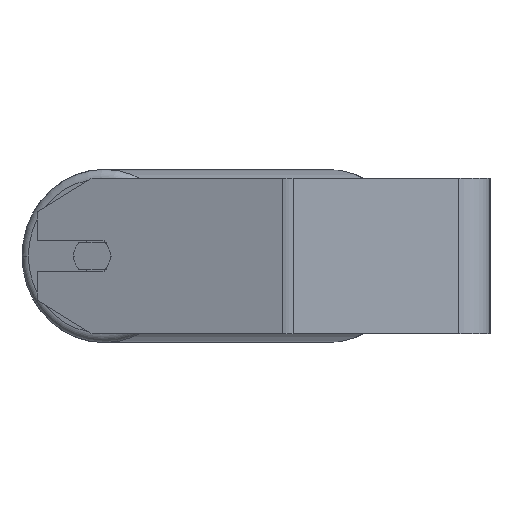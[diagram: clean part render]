
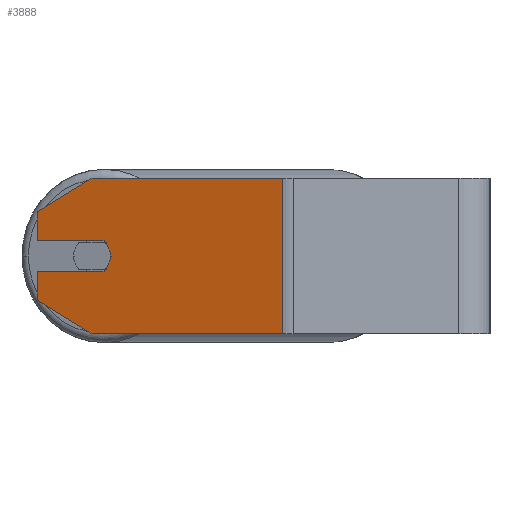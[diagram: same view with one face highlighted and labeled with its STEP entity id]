
A CAD part, left-side view. The second image highlights one B-rep face of the part: STEP entity #3888.
In plain terms, the highlighted planar face has unit normal (-0.94, 0.342, 0).
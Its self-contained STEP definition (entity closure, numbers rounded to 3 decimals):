
#136 = CARTESIAN_POINT ( 'NONE',  ( -348.175, 232.651, -8. ) ) ;
#353 = VERTEX_POINT ( 'NONE', #1300 ) ;
#366 = DIRECTION ( 'NONE',  ( -0.342, -0.94, 0. ) ) ;
#454 = ORIENTED_EDGE ( 'NONE', *, *, #4913, .F. ) ;
#565 = VERTEX_POINT ( 'NONE', #1589 ) ;
#788 = DIRECTION ( 'NONE',  ( -0.342, -0.94, 0. ) ) ;
#977 = DIRECTION ( 'NONE',  ( -0.94, 0.342, 0. ) ) ;
#1130 = CARTESIAN_POINT ( 'NONE',  ( -394.035, 106.652, 40. ) ) ;
#1142 = CARTESIAN_POINT ( 'NONE',  ( -360.488, 198.822, -8. ) ) ;
#1183 = ORIENTED_EDGE ( 'NONE', *, *, #3924, .F. ) ;
#1300 = CARTESIAN_POINT ( 'NONE',  ( -360.488, 198.822, 8. ) ) ;
#1466 = DIRECTION ( 'NONE',  ( 0.342, 0.94, 0. ) ) ;
#1565 = CARTESIAN_POINT ( 'NONE',  ( -358.436, 204.46, -40. ) ) ;
#1578 = CARTESIAN_POINT ( 'NONE',  ( -348.175, 232.651, 8. ) ) ;
#1589 = CARTESIAN_POINT ( 'NONE',  ( -358.436, 204.46, 40. ) ) ;
#1702 = DIRECTION ( 'NONE',  ( 0., 0., -1. ) ) ;
#1814 = FACE_OUTER_BOUND ( 'NONE', #2859, .T. ) ;
#1846 = DIRECTION ( 'NONE',  ( 0.94, -0.342, 0. ) ) ;
#1892 = VECTOR ( 'NONE', #6578, 1000. ) ;
#2118 = VECTOR ( 'NONE', #3734, 1000. ) ;
#2207 = CARTESIAN_POINT ( 'NONE',  ( -348.175, 232.651, -22.679 ) ) ;
#2237 = EDGE_CURVE ( 'NONE', #5364, #6611, #6501, .T. ) ;
#2480 = EDGE_CURVE ( 'NONE', #353, #6094, #5218, .T. ) ;
#2598 = EDGE_CURVE ( 'NONE', #565, #5874, #4894, .T. ) ;
#2760 = LINE ( 'NONE', #4904, #3151 ) ;
#2787 = EDGE_CURVE ( 'NONE', #6767, #3269, #4017, .T. ) ;
#2855 = CARTESIAN_POINT ( 'NONE',  ( -348.175, 232.651, 22.679 ) ) ;
#2859 = EDGE_LOOP ( 'NONE', ( #454, #3578, #2862, #3981, #3308, #4178, #1183, #6465, #5470, #5634, #3402 ) ) ;
#2861 = CARTESIAN_POINT ( 'NONE',  ( -348.175, 232.651, -8. ) ) ;
#2862 = ORIENTED_EDGE ( 'NONE', *, *, #4345, .T. ) ;
#2934 = VECTOR ( 'NONE', #1702, 1000. ) ;
#2972 = EDGE_CURVE ( 'NONE', #6196, #6767, #6416, .T. ) ;
#3151 = VECTOR ( 'NONE', #5881, 1000. ) ;
#3269 = VERTEX_POINT ( 'NONE', #4105 ) ;
#3308 = ORIENTED_EDGE ( 'NONE', *, *, #2787, .T. ) ;
#3402 = ORIENTED_EDGE ( 'NONE', *, *, #4680, .F. ) ;
#3426 = VERTEX_POINT ( 'NONE', #1130 ) ;
#3452 = CARTESIAN_POINT ( 'NONE',  ( -348.175, 232.651, 40. ) ) ;
#3489 = CARTESIAN_POINT ( 'NONE',  ( -348.175, 232.651, -40. ) ) ;
#3578 = ORIENTED_EDGE ( 'NONE', *, *, #2237, .F. ) ;
#3592 = VECTOR ( 'NONE', #4999, 1000. ) ;
#3661 = CARTESIAN_POINT ( 'NONE',  ( -348.175, 232.651, 40. ) ) ;
#3734 = DIRECTION ( 'NONE',  ( -0.296, -0.814, -0.5 ) ) ;
#3888 = ADVANCED_FACE ( 'NONE', ( #1814 ), #3985, .F. ) ;
#3924 = EDGE_CURVE ( 'NONE', #565, #3426, #5889, .T. ) ;
#3981 = ORIENTED_EDGE ( 'NONE', *, *, #2972, .T. ) ;
#3985 = PLANE ( 'NONE',  #6881 ) ;
#4017 = LINE ( 'NONE', #3489, #6077 ) ;
#4043 = VECTOR ( 'NONE', #6917, 1000. ) ;
#4047 = CARTESIAN_POINT ( 'NONE',  ( -358.436, 204.46, -40. ) ) ;
#4081 = EDGE_CURVE ( 'NONE', #5874, #6094, #4961, .T. ) ;
#4105 = CARTESIAN_POINT ( 'NONE',  ( -394.035, 106.652, -40. ) ) ;
#4178 = ORIENTED_EDGE ( 'NONE', *, *, #4423, .F. ) ;
#4345 = EDGE_CURVE ( 'NONE', #5364, #6196, #2760, .T. ) ;
#4414 = DIRECTION ( 'NONE',  ( -0.342, -0.94, 0. ) ) ;
#4423 = EDGE_CURVE ( 'NONE', #3426, #3269, #5045, .T. ) ;
#4436 = CARTESIAN_POINT ( 'NONE',  ( -348.175, 232.651, 40. ) ) ;
#4484 = CARTESIAN_POINT ( 'NONE',  ( -348.175, 232.651, 22.679 ) ) ;
#4680 = EDGE_CURVE ( 'NONE', #6299, #353, #4843, .T. ) ;
#4843 = CIRCLE ( 'NONE', #5055, 10. ) ;
#4894 = LINE ( 'NONE', #2855, #3592 ) ;
#4904 = CARTESIAN_POINT ( 'NONE',  ( -348.175, 232.651, 40. ) ) ;
#4913 = EDGE_CURVE ( 'NONE', #6611, #6299, #6990, .T. ) ;
#4935 = VECTOR ( 'NONE', #5006, 1000. ) ;
#4961 = LINE ( 'NONE', #4436, #2934 ) ;
#4999 = DIRECTION ( 'NONE',  ( 0.296, 0.814, -0.5 ) ) ;
#5006 = DIRECTION ( 'NONE',  ( -0.342, -0.94, 0. ) ) ;
#5045 = LINE ( 'NONE', #6716, #1892 ) ;
#5055 = AXIS2_PLACEMENT_3D ( 'NONE', #5821, #977, #366 ) ;
#5218 = LINE ( 'NONE', #6428, #6861 ) ;
#5290 = AXIS2_PLACEMENT_3D ( 'NONE', #5539, #6638, #4414 ) ;
#5364 = VERTEX_POINT ( 'NONE', #136 ) ;
#5470 = ORIENTED_EDGE ( 'NONE', *, *, #4081, .T. ) ;
#5539 = CARTESIAN_POINT ( 'NONE',  ( -358.436, 204.46, 0. ) ) ;
#5602 = DIRECTION ( 'NONE',  ( 0.342, 0.94, 0. ) ) ;
#5634 = ORIENTED_EDGE ( 'NONE', *, *, #2480, .F. ) ;
#5821 = CARTESIAN_POINT ( 'NONE',  ( -358.436, 204.46, 0. ) ) ;
#5874 = VERTEX_POINT ( 'NONE', #4484 ) ;
#5881 = DIRECTION ( 'NONE',  ( 0., 0., -1. ) ) ;
#5889 = LINE ( 'NONE', #3661, #4043 ) ;
#6077 = VECTOR ( 'NONE', #788, 1000. ) ;
#6094 = VERTEX_POINT ( 'NONE', #1578 ) ;
#6196 = VERTEX_POINT ( 'NONE', #2207 ) ;
#6245 = CARTESIAN_POINT ( 'NONE',  ( -361.856, 195.063, 0. ) ) ;
#6299 = VERTEX_POINT ( 'NONE', #6245 ) ;
#6416 = LINE ( 'NONE', #1565, #2118 ) ;
#6428 = CARTESIAN_POINT ( 'NONE',  ( -348.175, 232.651, 8. ) ) ;
#6465 = ORIENTED_EDGE ( 'NONE', *, *, #2598, .T. ) ;
#6501 = LINE ( 'NONE', #2861, #4935 ) ;
#6578 = DIRECTION ( 'NONE',  ( 0., 0., -1. ) ) ;
#6611 = VERTEX_POINT ( 'NONE', #1142 ) ;
#6638 = DIRECTION ( 'NONE',  ( -0.94, 0.342, 0. ) ) ;
#6716 = CARTESIAN_POINT ( 'NONE',  ( -394.035, 106.652, 40. ) ) ;
#6767 = VERTEX_POINT ( 'NONE', #4047 ) ;
#6861 = VECTOR ( 'NONE', #1466, 1000. ) ;
#6881 = AXIS2_PLACEMENT_3D ( 'NONE', #3452, #1846, #5602 ) ;
#6917 = DIRECTION ( 'NONE',  ( -0.342, -0.94, 0. ) ) ;
#6990 = CIRCLE ( 'NONE', #5290, 10. ) ;
